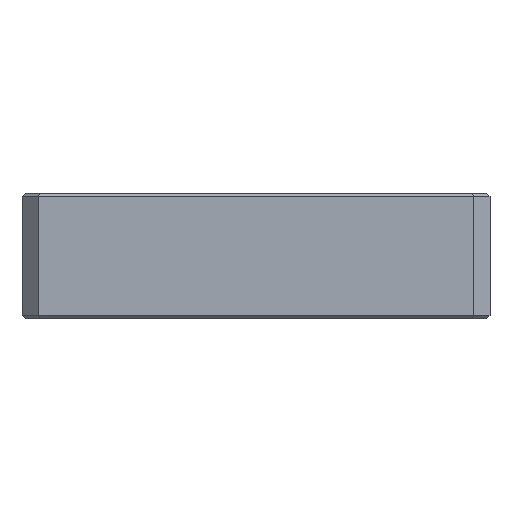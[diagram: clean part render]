
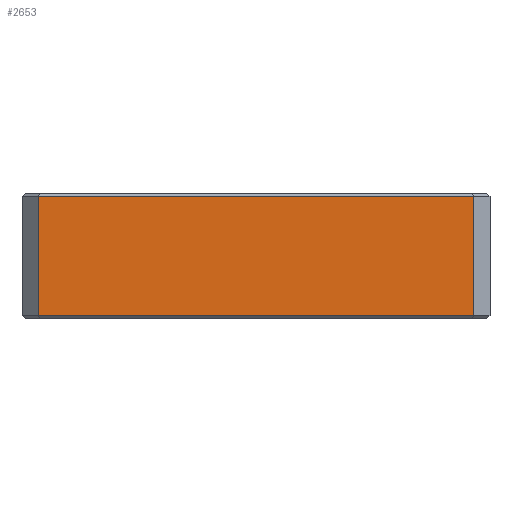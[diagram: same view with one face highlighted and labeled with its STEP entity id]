
A CAD part, front view. The second image highlights one B-rep face of the part: STEP entity #2653.
In plain terms, the highlighted free-form (B-spline) face has degree [1, 1] with [2, 2] control points.
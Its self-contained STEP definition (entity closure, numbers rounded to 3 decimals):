
#2653 = ADVANCED_FACE('',(#2654),#2684,.F.);
#2654 = FACE_BOUND('',#2655,.T.);
#2655 = EDGE_LOOP('',(#2656,#2665,#2672,#2679));
#2656 = ORIENTED_EDGE('',*,*,#2657,.T.);
#2657 = EDGE_CURVE('',#2658,#2660,#2662,.T.);
#2658 = VERTEX_POINT('',#2659);
#2659 = CARTESIAN_POINT('',(-858.515,1325.332,
    164.967));
#2660 = VERTEX_POINT('',#2661);
#2661 = CARTESIAN_POINT('',(-858.515,1325.332,
    264.233));
#2662 = B_SPLINE_CURVE_WITH_KNOTS('',1,(#2663,#2664),.UNSPECIFIED.,.F.,
  .F.,(2,2),(-76.,-2.),.PIECEWISE_BEZIER_KNOTS.);
#2663 = CARTESIAN_POINT('',(-858.515,1325.332,
    164.967));
#2664 = CARTESIAN_POINT('',(-858.515,1325.332,
    264.233));
#2665 = ORIENTED_EDGE('',*,*,#2666,.T.);
#2666 = EDGE_CURVE('',#2660,#2667,#2669,.T.);
#2667 = VERTEX_POINT('',#2668);
#2668 = CARTESIAN_POINT('',(-1220.7,1325.332,
    264.233));
#2669 = B_SPLINE_CURVE_WITH_KNOTS('',1,(#2670,#2671),.UNSPECIFIED.,.F.,
  .F.,(2,2),(-280.,-10.),.PIECEWISE_BEZIER_KNOTS.);
#2670 = CARTESIAN_POINT('',(-858.515,1325.332,
    264.233));
#2671 = CARTESIAN_POINT('',(-1220.7,1325.332,
    264.233));
#2672 = ORIENTED_EDGE('',*,*,#2673,.T.);
#2673 = EDGE_CURVE('',#2667,#2674,#2676,.T.);
#2674 = VERTEX_POINT('',#2675);
#2675 = CARTESIAN_POINT('',(-1220.7,1325.332,
    164.967));
#2676 = B_SPLINE_CURVE_WITH_KNOTS('',1,(#2677,#2678),.UNSPECIFIED.,.F.,
  .F.,(2,2),(2.,76.),.PIECEWISE_BEZIER_KNOTS.);
#2677 = CARTESIAN_POINT('',(-1220.7,1325.332,
    264.233));
#2678 = CARTESIAN_POINT('',(-1220.7,1325.332,
    164.967));
#2679 = ORIENTED_EDGE('',*,*,#2680,.T.);
#2680 = EDGE_CURVE('',#2674,#2658,#2681,.T.);
#2681 = B_SPLINE_CURVE_WITH_KNOTS('',1,(#2682,#2683),.UNSPECIFIED.,.F.,
  .F.,(2,2),(-270.,0.),.PIECEWISE_BEZIER_KNOTS.);
#2682 = CARTESIAN_POINT('',(-1220.7,1325.332,
    164.967));
#2683 = CARTESIAN_POINT('',(-858.515,1325.332,
    164.967));
#2684 = B_SPLINE_SURFACE_WITH_KNOTS('',1,1,(
    (#2685,#2686)
    ,(#2687,#2688
    )),.UNSPECIFIED.,.F.,.F.,.F.,(2,2),(2,2),(-76.,-2.),(10.,280.),
  .PIECEWISE_BEZIER_KNOTS.);
#2685 = CARTESIAN_POINT('',(-1220.7,1325.332,
    164.967));
#2686 = CARTESIAN_POINT('',(-858.515,1325.332,
    164.967));
#2687 = CARTESIAN_POINT('',(-1220.7,1325.332,
    264.233));
#2688 = CARTESIAN_POINT('',(-858.515,1325.332,
    264.233));
